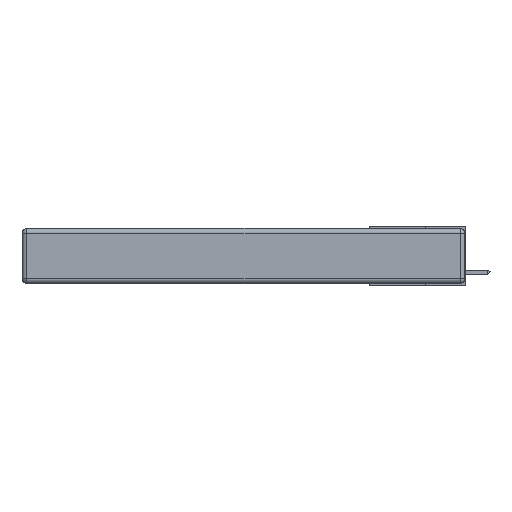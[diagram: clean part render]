
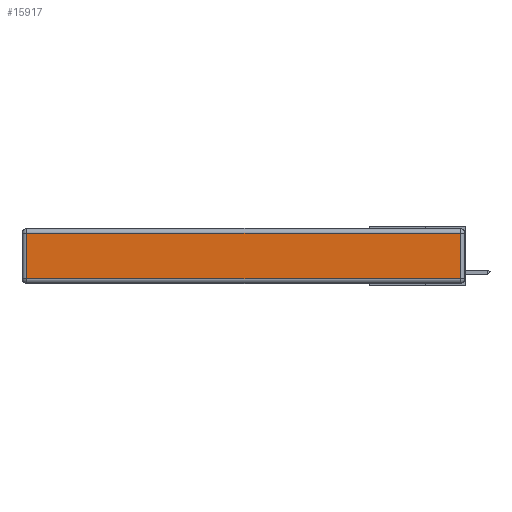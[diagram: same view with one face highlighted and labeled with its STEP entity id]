
A CAD part, left-side view. The second image highlights one B-rep face of the part: STEP entity #15917.
In plain terms, the highlighted planar face has unit normal (-1, 0, 0).
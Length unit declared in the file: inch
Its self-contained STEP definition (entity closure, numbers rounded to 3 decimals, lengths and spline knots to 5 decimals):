
#790 = DIRECTION ( 'NONE',  ( -1., 0., 0. ) ) ;
#995 = ORIENTED_EDGE ( 'NONE', *, *, #18655, .T. ) ;
#1373 = LINE ( 'NONE', #14176, #17473 ) ;
#2689 = DIRECTION ( 'NONE',  ( 0., 0., -1. ) ) ;
#2757 = CARTESIAN_POINT ( 'NONE',  ( 0., 2.72, -0.313 ) ) ;
#4398 = VECTOR ( 'NONE', #17930, 39.37008 ) ;
#4514 = ORIENTED_EDGE ( 'NONE', *, *, #7992, .T. ) ;
#4547 = EDGE_CURVE ( 'NONE', #5484, #10894, #1373, .T. ) ;
#5184 = CARTESIAN_POINT ( 'NONE',  ( 0., 0., -0.343 ) ) ;
#5484 = VERTEX_POINT ( 'NONE', #2757 ) ;
#7992 = EDGE_CURVE ( 'NONE', #15922, #5484, #15686, .T. ) ;
#10222 = LINE ( 'NONE', #13330, #21099 ) ;
#10657 = VERTEX_POINT ( 'NONE', #12333 ) ;
#10894 = VERTEX_POINT ( 'NONE', #25356 ) ;
#12333 = CARTESIAN_POINT ( 'NONE',  ( 0., 0.03, -0.03 ) ) ;
#13330 = CARTESIAN_POINT ( 'NONE',  ( 0., 0.03, -0.343 ) ) ;
#14176 = CARTESIAN_POINT ( 'NONE',  ( 0., 0., -0.313 ) ) ;
#15339 = CARTESIAN_POINT ( 'NONE',  ( 0., 2.72, -0.343 ) ) ;
#15686 = LINE ( 'NONE', #15339, #22539 ) ;
#15917 = ADVANCED_FACE ( 'NONE', ( #19441 ), #17516, .T. ) ;
#15922 = VERTEX_POINT ( 'NONE', #26279 ) ;
#17473 = VECTOR ( 'NONE', #22498, 39.37008 ) ;
#17516 = PLANE ( 'NONE',  #17757 ) ;
#17757 = AXIS2_PLACEMENT_3D ( 'NONE', #5184, #790, #19724 ) ;
#17930 = DIRECTION ( 'NONE',  ( 0., 1., 0. ) ) ;
#18026 = CARTESIAN_POINT ( 'NONE',  ( 0., 2.75, -0.03 ) ) ;
#18655 = EDGE_CURVE ( 'NONE', #10657, #15922, #20210, .T. ) ;
#18828 = EDGE_LOOP ( 'NONE', ( #21054, #19008, #995, #4514 ) ) ;
#19008 = ORIENTED_EDGE ( 'NONE', *, *, #25654, .T. ) ;
#19441 = FACE_OUTER_BOUND ( 'NONE', #18828, .T. ) ;
#19724 = DIRECTION ( 'NONE',  ( 0., 0., 1. ) ) ;
#19968 = DIRECTION ( 'NONE',  ( 0., 0., 1. ) ) ;
#20210 = LINE ( 'NONE', #18026, #4398 ) ;
#21054 = ORIENTED_EDGE ( 'NONE', *, *, #4547, .T. ) ;
#21099 = VECTOR ( 'NONE', #19968, 39.37008 ) ;
#22498 = DIRECTION ( 'NONE',  ( 0., -1., 0. ) ) ;
#22539 = VECTOR ( 'NONE', #2689, 39.37008 ) ;
#25356 = CARTESIAN_POINT ( 'NONE',  ( 0., 0.03, -0.313 ) ) ;
#25654 = EDGE_CURVE ( 'NONE', #10894, #10657, #10222, .T. ) ;
#26279 = CARTESIAN_POINT ( 'NONE',  ( 0., 2.72, -0.03 ) ) ;
